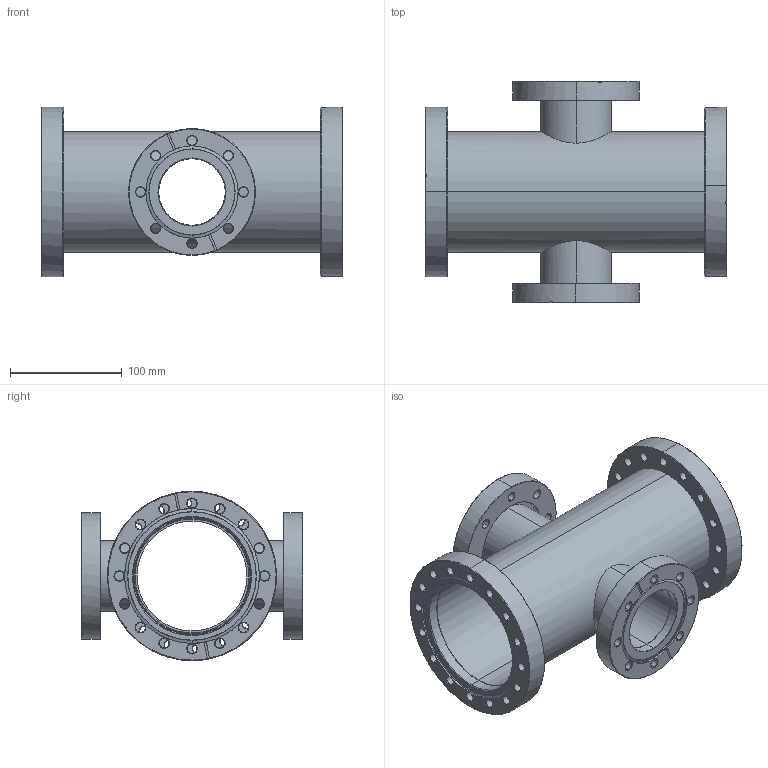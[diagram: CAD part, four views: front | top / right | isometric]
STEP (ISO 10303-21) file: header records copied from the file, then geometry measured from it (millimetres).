
FILE_DESCRIPTION (( 'STEP AP214' ), '1' );
FILE_NAME ('Hositrad_FXR100-63R-Cross.STEP', '2017-05-22T12:01:59', ( 'Gebruiker' ), ( '' ), 'SwSTEP 2.0', 'SolidWorks 2017', '' );
FILE_SCHEMA (( 'AUTOMOTIVE_DESIGN' ));
Length unit declared in the file: millimetre
Products named in the file (10): CF63-64-Weld; CF63-64-R; CF63-64-R-innerring; CF63-R-outerring; NW100CF-weld_CF100-108; NW100CF-R-Weld; NW100CF-R-InnerWeld_CF100-102; NW100CF-R-Outerring_CF100-102; Reducer-X-all_100-63; Hositrad_FXR100-63R-Cross
Assembly tree (9 placements, depth 3):
  Hositrad_FXR100-63R-Cross
    Reducer-X-all_100-63
    NW100CF-R-Weld
      NW100CF-R-Outerring_CF100-102
      NW100CF-R-InnerWeld_CF100-102
    NW100CF-weld_CF100-108
    CF63-64-R
      CF63-R-outerring
      CF63-64-R-innerring
    CF63-64-Weld
Bounding box: 269.8 x 198.4 x 151.6 mm (x, y, z)
Volume: 745125.7 mm3; surface area: 348252.2 mm2
Topology: 7 solids, 7 shells, 468 faces, 1092 edges, 644 vertices
Faces by surface type: cone 264, cylinder 148, plane 52, bspline 4
Entity records: 16182 total; most frequent: CARTESIAN_POINT 3830, DIRECTION 2596, ORIENTED_EDGE 2184, EDGE_CURVE 1092, AXIS2_PLACEMENT_3D 1066, VERTEX_POINT 644, EDGE_LOOP 588, CIRCLE 588
